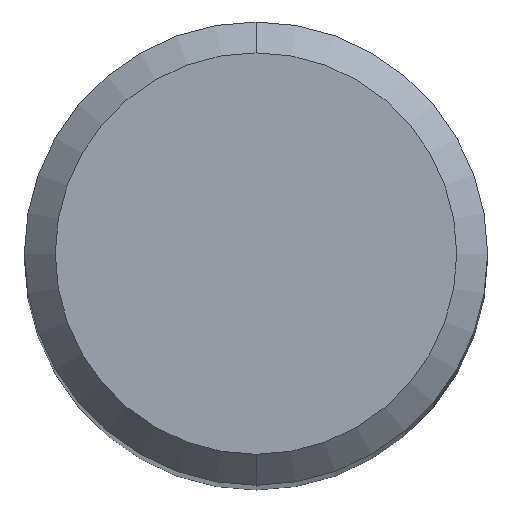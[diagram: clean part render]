
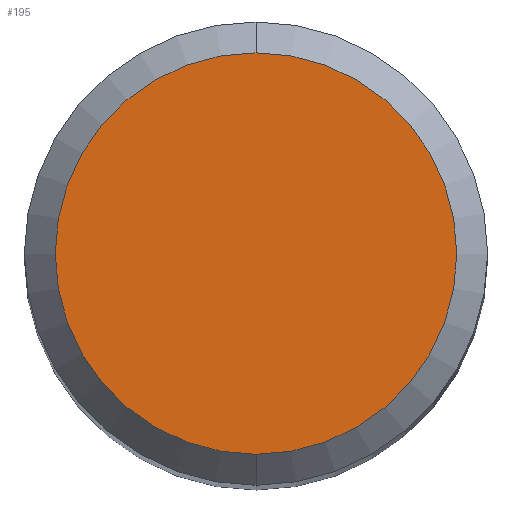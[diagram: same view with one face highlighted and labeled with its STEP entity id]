
A CAD part, top view. The second image highlights one B-rep face of the part: STEP entity #195.
In plain terms, the highlighted planar face has unit normal (0, 0, 1).
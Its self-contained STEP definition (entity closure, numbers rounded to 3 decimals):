
#107=EDGE_CURVE('',#117,#135,#259,.T.);
#117=VERTEX_POINT('',#270);
#123=EDGE_CURVE('',#135,#117,#276,.T.);
#135=VERTEX_POINT('',#291);
#195=ADVANCED_FACE('',(#356),#357,.T.);
#259=CIRCLE('',#423,2.6);
#270=CARTESIAN_POINT('',(0.,-2.6,0.0));
#276=CIRCLE('',#447,2.6);
#291=CARTESIAN_POINT('',(0.0,2.6,0.0));
#356=FACE_OUTER_BOUND('',#551,.T.);
#357=PLANE('',#552);
#423=AXIS2_PLACEMENT_3D('',#613,#614,#615);
#447=AXIS2_PLACEMENT_3D('',#630,#631,#632);
#551=EDGE_LOOP('',(#728,#729));
#552=AXIS2_PLACEMENT_3D('',#730,#731,#732);
#613=CARTESIAN_POINT('',(0.0,0.0,0.0));
#614=DIRECTION('',(0.0,0.0,-1.0));
#615=DIRECTION('',(0.0,1.0,0.0));
#630=CARTESIAN_POINT('',(0.0,0.0,0.0));
#631=DIRECTION('',(0.0,0.0,-1.0));
#632=DIRECTION('',(0.0,1.0,0.0));
#728=ORIENTED_EDGE('',*,*,#123,.F.);
#729=ORIENTED_EDGE('',*,*,#107,.F.);
#730=CARTESIAN_POINT('',(0.0,1.3,0.0));
#731=DIRECTION('',(-0.0,0.0,1.0));
#732=DIRECTION('',(0.0,-1.0,0.0));
